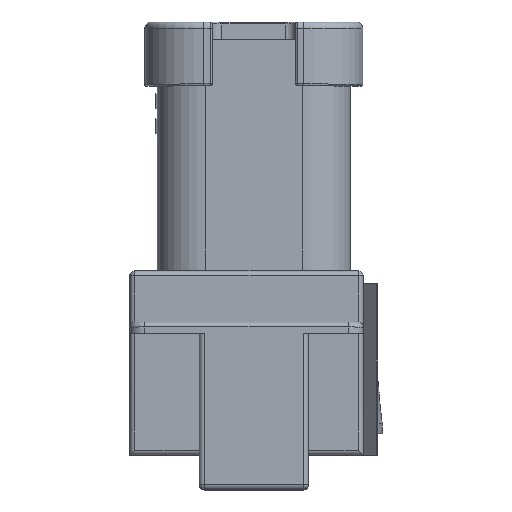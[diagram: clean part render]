
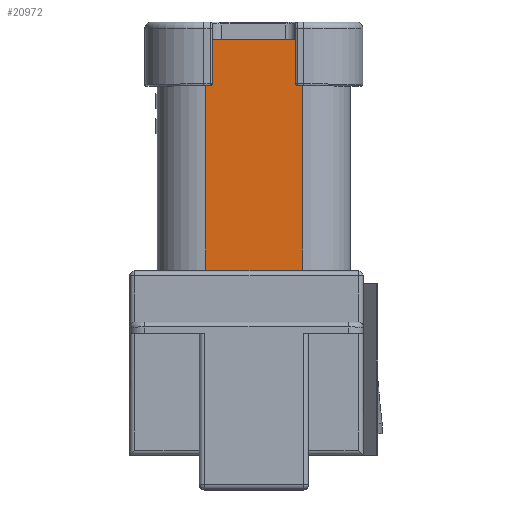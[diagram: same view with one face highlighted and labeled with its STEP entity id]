
A CAD part, top view. The second image highlights one B-rep face of the part: STEP entity #20972.
In plain terms, the highlighted planar face has unit normal (0, 0, 1).
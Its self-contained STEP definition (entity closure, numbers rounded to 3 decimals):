
#2182=DIRECTION('',(-1.,0.,0.));
#2183=VECTOR('',#2182,0.5);
#2184=CARTESIAN_POINT('',(4.95,37.5,12.2));
#2185=LINE('',#2184,#2183);
#2214=CARTESIAN_POINT('',(-4.45,37.7,12.2));
#2215=DIRECTION('',(0.,0.,1.));
#2216=DIRECTION('',(0.,-1.,0.));
#2217=AXIS2_PLACEMENT_3D('',#2214,#2215,#2216);
#2219=DIRECTION('',(0.,1.,0.));
#2220=VECTOR('',#2219,4.5);
#2221=CARTESIAN_POINT('',(-4.25,37.7,12.2));
#2222=LINE('',#2221,#2220);
#2223=CARTESIAN_POINT('',(4.45,37.7,12.2));
#2224=DIRECTION('',(0.,0.,1.));
#2225=DIRECTION('',(-1.,0.,0.));
#2226=AXIS2_PLACEMENT_3D('',#2223,#2224,#2225);
#2228=DIRECTION('',(-1.,0.,0.));
#2229=VECTOR('',#2228,9.9);
#2230=CARTESIAN_POINT('',(4.95,18.7,12.2));
#2231=LINE('',#2230,#2229);
#2255=DIRECTION('',(-1.,0.,0.));
#2256=VECTOR('',#2255,0.5);
#2257=CARTESIAN_POINT('',(-4.45,37.5,12.2));
#2258=LINE('',#2257,#2256);
#2776=DIRECTION('',(0.,-1.,0.));
#2777=VECTOR('',#2776,18.8);
#2778=CARTESIAN_POINT('',(-4.95,37.5,12.2));
#2779=LINE('',#2778,#2777);
#6586=DIRECTION('',(0.,1.,0.));
#6587=VECTOR('',#6586,4.5);
#6588=CARTESIAN_POINT('',(4.25,37.7,12.2));
#6589=LINE('',#6588,#6587);
#6603=DIRECTION('',(-1.,0.,0.));
#6604=VECTOR('',#6603,8.5);
#6605=CARTESIAN_POINT('',(4.25,42.2,12.2));
#6606=LINE('',#6605,#6604);
#13434=DIRECTION('',(0.,1.,0.));
#13435=VECTOR('',#13434,18.8);
#13436=CARTESIAN_POINT('',(4.95,18.7,12.2));
#13437=LINE('',#13436,#13435);
#14812=CARTESIAN_POINT('',(-4.95,18.7,12.2));
#14813=VERTEX_POINT('',#14812);
#14814=CARTESIAN_POINT('',(4.95,18.7,12.2));
#14815=VERTEX_POINT('',#14814);
#14852=CARTESIAN_POINT('',(-4.45,37.5,12.2));
#14853=VERTEX_POINT('',#14852);
#14854=CARTESIAN_POINT('',(-4.95,37.5,12.2));
#14855=VERTEX_POINT('',#14854);
#14856=CARTESIAN_POINT('',(4.95,37.5,12.2));
#14857=CARTESIAN_POINT('',(4.45,37.5,12.2));
#14858=VERTEX_POINT('',#14856);
#14859=VERTEX_POINT('',#14857);
#16264=CARTESIAN_POINT('',(-4.25,37.7,12.2));
#16265=VERTEX_POINT('',#16264);
#16266=CARTESIAN_POINT('',(-4.25,42.2,12.2));
#16267=VERTEX_POINT('',#16266);
#16268=CARTESIAN_POINT('',(4.25,42.2,12.2));
#16269=VERTEX_POINT('',#16268);
#16270=CARTESIAN_POINT('',(4.25,37.7,12.2));
#16271=VERTEX_POINT('',#16270);
#20947=CARTESIAN_POINT('',(-9.825,0.,12.2));
#20948=DIRECTION('',(0.,0.,1.));
#20949=DIRECTION('',(1.,0.,0.));
#20950=AXIS2_PLACEMENT_3D('',#20947,#20948,#20949);
#20951=PLANE('',#20950);
#20953=ORIENTED_EDGE('',*,*,#20952,.F.);
#20955=ORIENTED_EDGE('',*,*,#20954,.T.);
#20957=ORIENTED_EDGE('',*,*,#20956,.T.);
#20959=ORIENTED_EDGE('',*,*,#20958,.F.);
#20961=ORIENTED_EDGE('',*,*,#20960,.F.);
#20963=ORIENTED_EDGE('',*,*,#20962,.T.);
#20964=ORIENTED_EDGE('',*,*,#20921,.F.);
#20966=ORIENTED_EDGE('',*,*,#20965,.F.);
#20967=ORIENTED_EDGE('',*,*,#20853,.T.);
#20969=ORIENTED_EDGE('',*,*,#20968,.F.);
#20970=EDGE_LOOP('',(#20953,#20955,#20957,#20959,#20961,#20963,#20964,#20966,
#20967,#20969));
#20971=FACE_OUTER_BOUND('',#20970,.F.);
#20972=ADVANCED_FACE('',(#20971),#20951,.T.);
#2218=CIRCLE('',#2217,0.2);
#2227=CIRCLE('',#2226,0.2);
#20853=EDGE_CURVE('',#14815,#14813,#2231,.T.);
#20921=EDGE_CURVE('',#14858,#14859,#2185,.T.);
#20952=EDGE_CURVE('',#14853,#14855,#2258,.T.);
#20954=EDGE_CURVE('',#14853,#16265,#2218,.T.);
#20956=EDGE_CURVE('',#16265,#16267,#2222,.T.);
#20958=EDGE_CURVE('',#16269,#16267,#6606,.T.);
#20960=EDGE_CURVE('',#16271,#16269,#6589,.T.);
#20962=EDGE_CURVE('',#16271,#14859,#2227,.T.);
#20965=EDGE_CURVE('',#14815,#14858,#13437,.T.);
#20968=EDGE_CURVE('',#14855,#14813,#2779,.T.);
